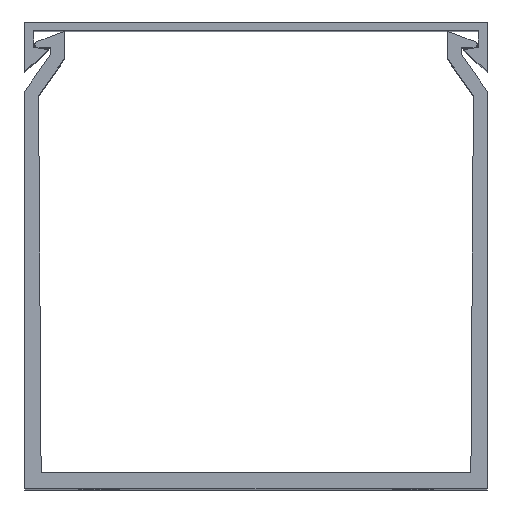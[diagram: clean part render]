
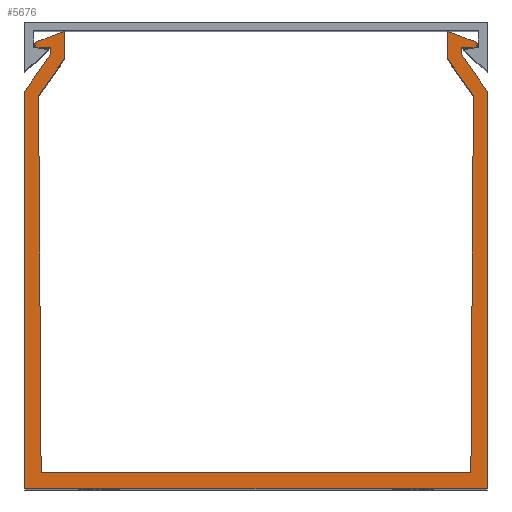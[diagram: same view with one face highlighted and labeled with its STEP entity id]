
A CAD part, top view. The second image highlights one B-rep face of the part: STEP entity #5676.
In plain terms, the highlighted face is planar.
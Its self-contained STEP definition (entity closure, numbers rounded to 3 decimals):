
#261=DIRECTION('',(0.,-1.,0.));
#262=VECTOR('',#261,4.367);
#263=CARTESIAN_POINT('',(30.45,72.724,0.));
#264=LINE('',#263,#262);
#268=DIRECTION('',(0.574,-0.819,0.));
#269=VECTOR('',#268,7.148);
#270=CARTESIAN_POINT('',(30.45,68.356,0.));
#271=LINE('',#270,#269);
#275=DIRECTION('',(-0.935,-0.354,0.));
#276=VECTOR('',#275,4.68);
#277=CARTESIAN_POINT('',(-30.45,72.724,0.));
#278=LINE('',#277,#276);
#282=CARTESIAN_POINT('',(-34.65,70.6,0.));
#283=DIRECTION('',(0.,0.,1.));
#284=DIRECTION('',(-0.354,0.935,0.));
#285=AXIS2_PLACEMENT_3D('',#282,#283,#284);
#290=DIRECTION('',(-0.574,-0.819,0.));
#291=VECTOR('',#290,7.148);
#292=CARTESIAN_POINT('',(-32.65,69.05,0.));
#293=LINE('',#292,#291);
#297=DIRECTION('',(0.574,-0.819,0.));
#298=VECTOR('',#297,7.148);
#299=CARTESIAN_POINT('',(32.65,69.05,0.));
#300=LINE('',#299,#298);
#304=CARTESIAN_POINT('',(34.65,70.6,0.));
#305=DIRECTION('',(0.,0.,-1.));
#306=DIRECTION('',(0.354,0.935,0.));
#307=AXIS2_PLACEMENT_3D('',#304,#305,#306);
#375=DIRECTION('',(0.935,-0.354,0.));
#376=VECTOR('',#375,4.68);
#377=CARTESIAN_POINT('',(30.45,72.724,0.));
#378=LINE('',#377,#376);
#643=DIRECTION('',(0.007,1.,0.));
#644=VECTOR('',#643,59.902);
#645=CARTESIAN_POINT('',(34.15,2.6,0.));
#646=LINE('',#645,#644);
#748=DIRECTION('',(0.,-1.,0.));
#749=VECTOR('',#748,63.195);
#750=CARTESIAN_POINT('',(36.75,63.195,0.));
#751=LINE('',#750,#749);
#1289=DIRECTION('',(-1.,0.,0.));
#1290=VECTOR('',#1289,2.);
#1291=CARTESIAN_POINT('',(34.65,70.1,0.));
#1292=LINE('',#1291,#1290);
#1485=DIRECTION('',(0.,-1.,0.));
#1486=VECTOR('',#1485,1.05);
#1487=CARTESIAN_POINT('',(32.65,70.1,0.));
#1488=LINE('',#1487,#1486);
#2143=DIRECTION('',(0.,1.,0.));
#2144=VECTOR('',#2143,63.195);
#2145=CARTESIAN_POINT('',(-36.75,0.,0.));
#2146=LINE('',#2145,#2144);
#2206=DIRECTION('',(-1.,0.,0.));
#2207=VECTOR('',#2206,73.5);
#2208=CARTESIAN_POINT('',(36.75,0.,0.));
#2209=LINE('',#2208,#2207);
#2488=DIRECTION('',(1.,0.,0.));
#2489=VECTOR('',#2488,68.3);
#2490=CARTESIAN_POINT('',(-34.15,2.6,0.));
#2491=LINE('',#2490,#2489);
#2742=DIRECTION('',(0.007,-1.,0.));
#2743=VECTOR('',#2742,59.902);
#2744=CARTESIAN_POINT('',(-34.55,62.501,0.));
#2745=LINE('',#2744,#2743);
#2875=DIRECTION('',(-0.574,-0.819,0.));
#2876=VECTOR('',#2875,7.148);
#2877=CARTESIAN_POINT('',(-30.45,68.356,0.));
#2878=LINE('',#2877,#2876);
#2959=DIRECTION('',(0.,-1.,0.));
#2960=VECTOR('',#2959,4.367);
#2961=CARTESIAN_POINT('',(-30.45,72.724,0.));
#2962=LINE('',#2961,#2960);
#3402=DIRECTION('',(-1.,0.,0.));
#3403=VECTOR('',#3402,2.);
#3404=CARTESIAN_POINT('',(-32.65,70.1,0.));
#3405=LINE('',#3404,#3403);
#3535=DIRECTION('',(0.,1.,0.));
#3536=VECTOR('',#3535,1.05);
#3537=CARTESIAN_POINT('',(-32.65,69.05,0.));
#3538=LINE('',#3537,#3536);
#4781=CARTESIAN_POINT('',(-34.827,71.068,0.));
#4782=CARTESIAN_POINT('',(-34.65,70.1,0.));
#4783=VERTEX_POINT('',#4781);
#4784=VERTEX_POINT('',#4782);
#4785=CARTESIAN_POINT('',(-32.65,69.05,0.));
#4786=CARTESIAN_POINT('',(-36.75,63.195,0.));
#4787=VERTEX_POINT('',#4785);
#4788=VERTEX_POINT('',#4786);
#4805=CARTESIAN_POINT('',(34.827,71.068,0.));
#4806=CARTESIAN_POINT('',(34.65,70.1,0.));
#4807=VERTEX_POINT('',#4805);
#4808=VERTEX_POINT('',#4806);
#4809=CARTESIAN_POINT('',(32.65,69.05,0.));
#4810=CARTESIAN_POINT('',(36.75,63.195,0.));
#4811=VERTEX_POINT('',#4809);
#4812=VERTEX_POINT('',#4810);
#5133=CARTESIAN_POINT('',(-36.75,0.,0.));
#5135=VERTEX_POINT('',#5133);
#5137=CARTESIAN_POINT('',(36.75,0.,0.));
#5139=VERTEX_POINT('',#5137);
#5141=CARTESIAN_POINT('',(-34.15,2.6,0.));
#5143=VERTEX_POINT('',#5141);
#5145=CARTESIAN_POINT('',(-34.55,62.501,0.));
#5146=VERTEX_POINT('',#5145);
#5150=CARTESIAN_POINT('',(34.15,2.6,0.));
#5152=VERTEX_POINT('',#5150);
#5155=CARTESIAN_POINT('',(34.55,62.501,0.));
#5156=VERTEX_POINT('',#5155);
#5286=CARTESIAN_POINT('',(-32.65,70.1,0.));
#5288=VERTEX_POINT('',#5286);
#5322=CARTESIAN_POINT('',(32.65,70.1,0.));
#5324=VERTEX_POINT('',#5322);
#5358=CARTESIAN_POINT('',(-30.45,68.356,0.));
#5360=VERTEX_POINT('',#5358);
#5394=CARTESIAN_POINT('',(30.45,68.356,0.));
#5396=VERTEX_POINT('',#5394);
#5430=CARTESIAN_POINT('',(-30.45,72.724,0.));
#5432=VERTEX_POINT('',#5430);
#5466=CARTESIAN_POINT('',(30.45,72.724,0.));
#5468=VERTEX_POINT('',#5466);
#5629=CARTESIAN_POINT('',(0.,0.,0.));
#5630=DIRECTION('',(0.,0.,1.));
#5631=DIRECTION('',(1.,0.,0.));
#5632=AXIS2_PLACEMENT_3D('',#5629,#5630,#5631);
#5633=PLANE('',#5632);
#5635=ORIENTED_EDGE('',*,*,#5634,.F.);
#5637=ORIENTED_EDGE('',*,*,#5636,.T.);
#5639=ORIENTED_EDGE('',*,*,#5638,.T.);
#5641=ORIENTED_EDGE('',*,*,#5640,.F.);
#5643=ORIENTED_EDGE('',*,*,#5642,.F.);
#5645=ORIENTED_EDGE('',*,*,#5644,.F.);
#5647=ORIENTED_EDGE('',*,*,#5646,.F.);
#5649=ORIENTED_EDGE('',*,*,#5648,.F.);
#5651=ORIENTED_EDGE('',*,*,#5650,.T.);
#5653=ORIENTED_EDGE('',*,*,#5652,.T.);
#5655=ORIENTED_EDGE('',*,*,#5654,.F.);
#5657=ORIENTED_EDGE('',*,*,#5656,.F.);
#5659=ORIENTED_EDGE('',*,*,#5658,.T.);
#5661=ORIENTED_EDGE('',*,*,#5660,.F.);
#5663=ORIENTED_EDGE('',*,*,#5662,.F.);
#5665=ORIENTED_EDGE('',*,*,#5664,.F.);
#5667=ORIENTED_EDGE('',*,*,#5666,.F.);
#5669=ORIENTED_EDGE('',*,*,#5668,.F.);
#5671=ORIENTED_EDGE('',*,*,#5670,.F.);
#5673=ORIENTED_EDGE('',*,*,#5672,.F.);
#5674=EDGE_LOOP('',(#5635,#5637,#5639,#5641,#5643,#5645,#5647,#5649,#5651,#5653,
#5655,#5657,#5659,#5661,#5663,#5665,#5667,#5669,#5671,#5673));
#5675=FACE_OUTER_BOUND('',#5674,.F.);
#286=CIRCLE('',#285,0.5);
#308=CIRCLE('',#307,0.5);
#5634=EDGE_CURVE('',#5468,#4807,#378,.T.);
#5636=EDGE_CURVE('',#5468,#5396,#264,.T.);
#5638=EDGE_CURVE('',#5396,#5156,#271,.T.);
#5640=EDGE_CURVE('',#5152,#5156,#646,.T.);
#5642=EDGE_CURVE('',#5143,#5152,#2491,.T.);
#5644=EDGE_CURVE('',#5146,#5143,#2745,.T.);
#5646=EDGE_CURVE('',#5360,#5146,#2878,.T.);
#5648=EDGE_CURVE('',#5432,#5360,#2962,.T.);
#5650=EDGE_CURVE('',#5432,#4783,#278,.T.);
#5652=EDGE_CURVE('',#4783,#4784,#286,.T.);
#5654=EDGE_CURVE('',#5288,#4784,#3405,.T.);
#5656=EDGE_CURVE('',#4787,#5288,#3538,.T.);
#5658=EDGE_CURVE('',#4787,#4788,#293,.T.);
#5660=EDGE_CURVE('',#5135,#4788,#2146,.T.);
#5662=EDGE_CURVE('',#5139,#5135,#2209,.T.);
#5664=EDGE_CURVE('',#4812,#5139,#751,.T.);
#5666=EDGE_CURVE('',#4811,#4812,#300,.T.);
#5668=EDGE_CURVE('',#5324,#4811,#1488,.T.);
#5670=EDGE_CURVE('',#4808,#5324,#1292,.T.);
#5672=EDGE_CURVE('',#4807,#4808,#308,.T.);
#5676=ADVANCED_FACE('',(#5675),#5633,.F.);
